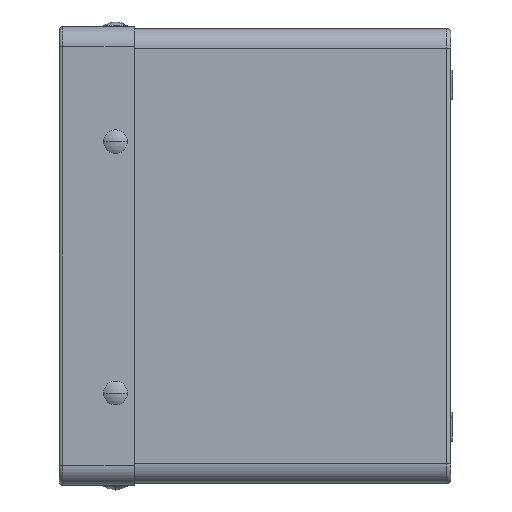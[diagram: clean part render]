
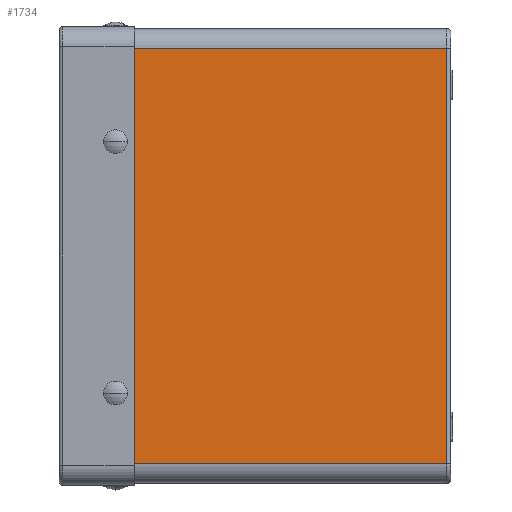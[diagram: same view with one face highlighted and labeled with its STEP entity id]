
A CAD part, left-side view. The second image highlights one B-rep face of the part: STEP entity #1734.
In plain terms, the highlighted planar face has unit normal (-1, 0, 0).
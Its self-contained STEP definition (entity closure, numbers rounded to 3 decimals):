
#1380 = CARTESIAN_POINT ( 'NONE',  ( -165., -160., 105. ) ) ;
#1734 = ADVANCED_FACE ( 'NONE', ( #31086 ), #30009, .T. ) ;
#3755 = EDGE_CURVE ( 'NONE', #9598, #7496, #8599, .T. ) ;
#4586 = DIRECTION ( 'NONE',  ( 0., 1., 0. ) ) ;
#6250 = VERTEX_POINT ( 'NONE', #7316 ) ;
#7316 = CARTESIAN_POINT ( 'NONE',  ( -165., 0., -105. ) ) ;
#7496 = VERTEX_POINT ( 'NONE', #13284 ) ;
#8599 = LINE ( 'NONE', #37519, #40316 ) ;
#8994 = ORIENTED_EDGE ( 'NONE', *, *, #23539, .T. ) ;
#9598 = VERTEX_POINT ( 'NONE', #28124 ) ;
#10753 = CARTESIAN_POINT ( 'NONE',  ( -165., -160., -115. ) ) ;
#11019 = DIRECTION ( 'NONE',  ( -1., 0., 0. ) ) ;
#11984 = CARTESIAN_POINT ( 'NONE',  ( -165., 0., -115. ) ) ;
#13284 = CARTESIAN_POINT ( 'NONE',  ( -165., -158., 105. ) ) ;
#14260 = LINE ( 'NONE', #11984, #40467 ) ;
#16843 = LINE ( 'NONE', #26740, #33642 ) ;
#17447 = EDGE_CURVE ( 'NONE', #7496, #38302, #22365, .T. ) ;
#22200 = EDGE_LOOP ( 'NONE', ( #8994, #41044, #37732, #31352 ) ) ;
#22365 = LINE ( 'NONE', #1380, #38123 ) ;
#23539 = EDGE_CURVE ( 'NONE', #6250, #9598, #16843, .T. ) ;
#26740 = CARTESIAN_POINT ( 'NONE',  ( -165., -160., -105. ) ) ;
#28124 = CARTESIAN_POINT ( 'NONE',  ( -165., -158., -105. ) ) ;
#29893 = DIRECTION ( 'NONE',  ( 0., -1., 0. ) ) ;
#30009 = PLANE ( 'NONE',  #36295 ) ;
#30978 = DIRECTION ( 'NONE',  ( 0., 0., 1. ) ) ;
#31086 = FACE_OUTER_BOUND ( 'NONE', #22200, .T. ) ;
#31352 = ORIENTED_EDGE ( 'NONE', *, *, #35761, .F. ) ;
#33189 = DIRECTION ( 'NONE',  ( 0., 0., 1. ) ) ;
#33642 = VECTOR ( 'NONE', #29893, 1000. ) ;
#35761 = EDGE_CURVE ( 'NONE', #6250, #38302, #14260, .T. ) ;
#36295 = AXIS2_PLACEMENT_3D ( 'NONE', #10753, #11019, #33189 ) ;
#37458 = CARTESIAN_POINT ( 'NONE',  ( -165., 0., 105. ) ) ;
#37519 = CARTESIAN_POINT ( 'NONE',  ( -165., -158., 105. ) ) ;
#37732 = ORIENTED_EDGE ( 'NONE', *, *, #17447, .T. ) ;
#38123 = VECTOR ( 'NONE', #4586, 1000. ) ;
#38302 = VERTEX_POINT ( 'NONE', #37458 ) ;
#40316 = VECTOR ( 'NONE', #40681, 1000. ) ;
#40467 = VECTOR ( 'NONE', #30978, 1000. ) ;
#40681 = DIRECTION ( 'NONE',  ( 0., 0., 1. ) ) ;
#41044 = ORIENTED_EDGE ( 'NONE', *, *, #3755, .T. ) ;
